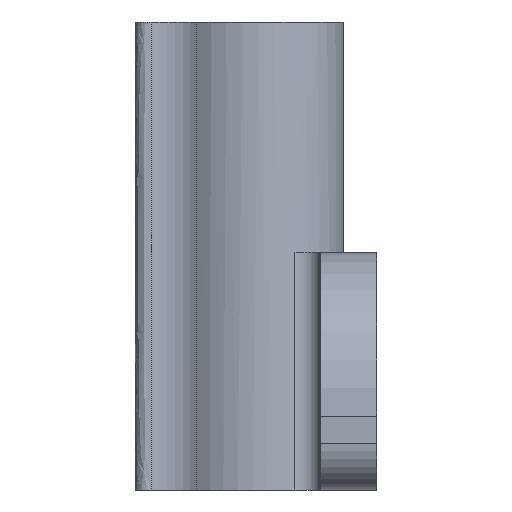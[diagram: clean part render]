
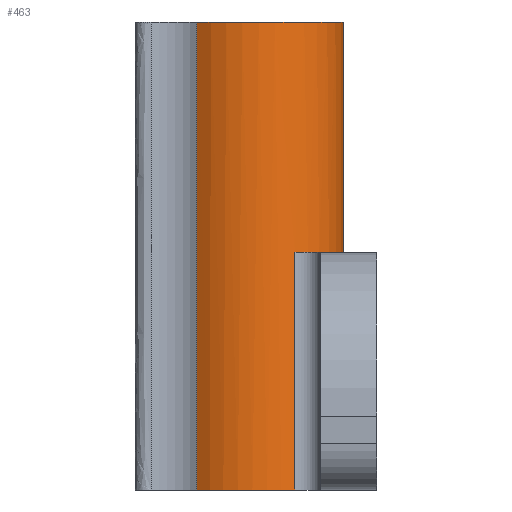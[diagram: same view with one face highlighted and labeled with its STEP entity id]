
A CAD part, left-side view. The second image highlights one B-rep face of the part: STEP entity #463.
In plain terms, the highlighted cylindrical face has radius 4 mm (diameter 8 mm), a partial arc.
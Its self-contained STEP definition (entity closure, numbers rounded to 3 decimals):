
#53=FACE_OUTER_BOUND('',#79,.T.);
#79=EDGE_LOOP('',(#369,#370,#371,#372,#373,#374,#375,#376));
#114=LINE('',#793,#142);
#115=LINE('',#795,#143);
#116=LINE('',#797,#144);
#117=LINE('',#800,#145);
#142=VECTOR('',#636,10.);
#143=VECTOR('',#639,10.);
#144=VECTOR('',#640,10.);
#145=VECTOR('',#643,10.);
#152=CIRCLE('',#494,4.);
#158=CIRCLE('',#500,4.);
#168=CIRCLE('',#516,4.);
#173=CIRCLE('',#526,4.);
#184=VERTEX_POINT('',#688);
#185=VERTEX_POINT('',#690);
#194=VERTEX_POINT('',#726);
#195=VERTEX_POINT('',#728);
#213=VERTEX_POINT('',#777);
#214=VERTEX_POINT('',#779);
#217=VERTEX_POINT('',#796);
#218=VERTEX_POINT('',#798);
#233=EDGE_CURVE('',#185,#184,#152,.T.);
#243=EDGE_CURVE('',#195,#194,#158,.T.);
#269=EDGE_CURVE('',#213,#214,#168,.T.);
#276=EDGE_CURVE('',#214,#184,#114,.T.);
#277=EDGE_CURVE('',#195,#213,#115,.T.);
#278=EDGE_CURVE('',#194,#217,#116,.T.);
#279=EDGE_CURVE('',#218,#217,#173,.T.);
#280=EDGE_CURVE('',#185,#218,#117,.T.);
#369=ORIENTED_EDGE('',*,*,#276,.F.);
#370=ORIENTED_EDGE('',*,*,#269,.F.);
#371=ORIENTED_EDGE('',*,*,#277,.F.);
#372=ORIENTED_EDGE('',*,*,#243,.T.);
#373=ORIENTED_EDGE('',*,*,#278,.T.);
#374=ORIENTED_EDGE('',*,*,#279,.F.);
#375=ORIENTED_EDGE('',*,*,#280,.F.);
#376=ORIENTED_EDGE('',*,*,#233,.T.);
#444=CYLINDRICAL_SURFACE('',#525,4.);
#463=ADVANCED_FACE('',(#53),#444,.T.);
#494=AXIS2_PLACEMENT_3D('',#691,#556,#557);
#500=AXIS2_PLACEMENT_3D('',#729,#568,#569);
#516=AXIS2_PLACEMENT_3D('',#780,#616,#617);
#525=AXIS2_PLACEMENT_3D('',#794,#637,#638);
#526=AXIS2_PLACEMENT_3D('',#799,#641,#642);
#556=DIRECTION('center_axis',(0.,0.,1.));
#557=DIRECTION('ref_axis',(-0.819,0.574,0.));
#568=DIRECTION('center_axis',(0.,0.,1.));
#569=DIRECTION('ref_axis',(-0.819,0.574,0.));
#616=DIRECTION('center_axis',(0.,0.,-1.));
#617=DIRECTION('ref_axis',(-0.819,0.574,0.));
#636=DIRECTION('',(0.,0.,-1.));
#637=DIRECTION('center_axis',(0.,0.,1.));
#638=DIRECTION('ref_axis',(0.,-1.,0.));
#639=DIRECTION('',(0.,0.,1.));
#640=DIRECTION('',(0.,0.,1.));
#641=DIRECTION('center_axis',(0.,0.,1.));
#642=DIRECTION('ref_axis',(-0.819,0.574,0.));
#643=DIRECTION('',(0.,0.,1.));
#688=CARTESIAN_POINT('',(-3.523,2.305,0.));
#690=CARTESIAN_POINT('',(-3.277,6.494,0.));
#691=CARTESIAN_POINT('Origin',(0.,4.2,0.));
#726=CARTESIAN_POINT('',(3.277,6.494,0.));
#728=CARTESIAN_POINT('',(3.523,2.305,0.));
#729=CARTESIAN_POINT('Origin',(0.,4.2,0.));
#777=CARTESIAN_POINT('',(3.523,2.305,10.16));
#779=CARTESIAN_POINT('',(-3.523,2.305,10.16));
#780=CARTESIAN_POINT('Origin',(0.,4.2,10.16));
#793=CARTESIAN_POINT('',(-3.523,2.305,0.));
#794=CARTESIAN_POINT('Origin',(0.,4.2,0.));
#795=CARTESIAN_POINT('',(3.523,2.305,0.));
#796=CARTESIAN_POINT('',(3.277,6.494,20.));
#797=CARTESIAN_POINT('',(3.277,6.494,0.));
#798=CARTESIAN_POINT('',(-3.277,6.494,20.));
#799=CARTESIAN_POINT('Origin',(0.,4.2,20.));
#800=CARTESIAN_POINT('',(-3.277,6.494,0.));
